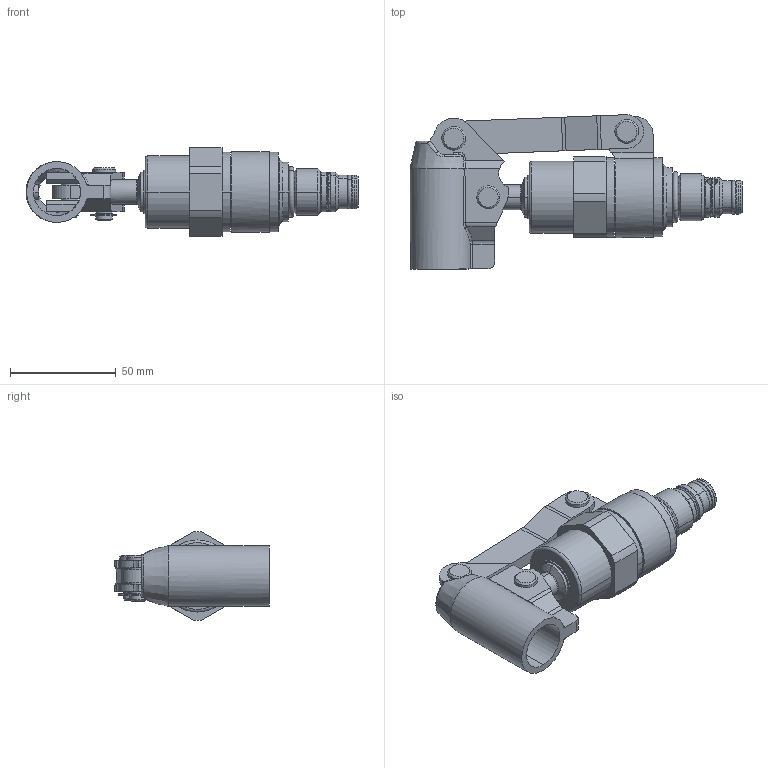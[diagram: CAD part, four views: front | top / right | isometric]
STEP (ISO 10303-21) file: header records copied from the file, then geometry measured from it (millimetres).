
FILE_DESCRIPTION((''),'2;1');
FILE_NAME('HPUAXXN','2024-08-30T08:56:03',('AlainG'),('Sun Hydraulics LLC'),'CREO PARAMETRIC BY PTC INC, 2021072','CREO PARAMETRIC BY PTC INC, 2021072','');
FILE_SCHEMA(('AUTOMOTIVE_DESIGN { 1 0 10303 214 1 1 1 1 }'));
Length unit declared in the file: inch
Products named in the file (1): HPUAXXN
Bounding box: 156.69 x 72.97 x 41.89 mm (x, y, z)
Volume: 117878.8 mm3; surface area: 38150.6 mm2
Topology: 2 solids, 3 shells, 395 faces, 1060 edges, 673 vertices
Faces by surface type: cylinder 184, plane 138, cone 34, bspline 24, torus 15
Entity records: 20373 total; most frequent: CARTESIAN_POINT 5727, DIRECTION 2143, ORIENTED_EDGE 2120, PRESENTATION_STYLE_ASSIGNMENT 1215, STYLED_ITEM 1064, CURVE_STYLE 1062, EDGE_CURVE 1060, AXIS2_PLACEMENT_3D 842
